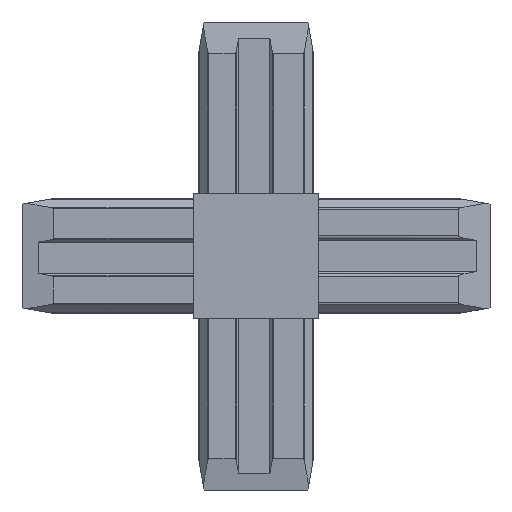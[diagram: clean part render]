
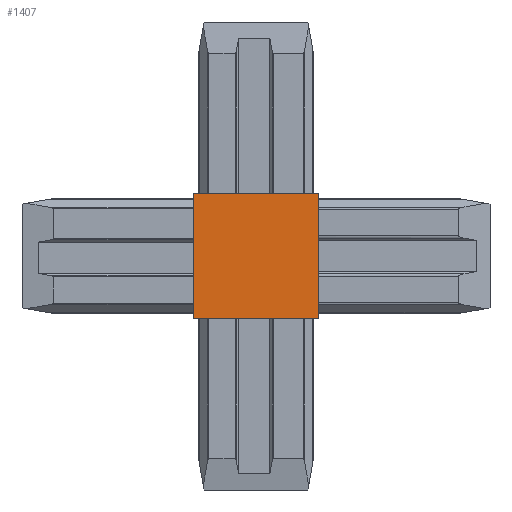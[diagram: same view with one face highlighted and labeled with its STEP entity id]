
A CAD part, left-side view. The second image highlights one B-rep face of the part: STEP entity #1407.
In plain terms, the highlighted planar face has unit normal (-1, 0, 0).
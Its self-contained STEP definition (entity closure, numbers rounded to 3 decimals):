
#322 = CARTESIAN_POINT ( 'NONE',  ( -20., -20., 20. ) ) ;
#562 = CARTESIAN_POINT ( 'NONE',  ( -20., 20., 20. ) ) ;
#703 = LINE ( 'NONE', #5537, #1903 ) ;
#1326 = EDGE_CURVE ( 'NONE', #6794, #7447, #703, .T. ) ;
#1407 = ADVANCED_FACE ( 'NONE', ( #3115 ), #8599, .F. ) ;
#1810 = CARTESIAN_POINT ( 'NONE',  ( -20., -20., -20. ) ) ;
#1815 = ORIENTED_EDGE ( 'NONE', *, *, #2400, .F. ) ;
#1903 = VECTOR ( 'NONE', #2060, 1000. ) ;
#1978 = CARTESIAN_POINT ( 'NONE',  ( -20., 20., -20. ) ) ;
#2060 = DIRECTION ( 'NONE',  ( 0., -1., 0. ) ) ;
#2400 = EDGE_CURVE ( 'NONE', #8103, #7447, #6045, .T. ) ;
#2639 = DIRECTION ( 'NONE',  ( 0., 0., -1. ) ) ;
#2746 = VERTEX_POINT ( 'NONE', #562 ) ;
#3115 = FACE_OUTER_BOUND ( 'NONE', #6401, .T. ) ;
#3241 = DIRECTION ( 'NONE',  ( 1., 0., 0. ) ) ;
#3294 = ORIENTED_EDGE ( 'NONE', *, *, #7534, .T. ) ;
#3425 = VECTOR ( 'NONE', #6614, 1000. ) ;
#3789 = LINE ( 'NONE', #5099, #3425 ) ;
#4353 = AXIS2_PLACEMENT_3D ( 'NONE', #4479, #3241, #6616 ) ;
#4479 = CARTESIAN_POINT ( 'NONE',  ( -20., -20., 20. ) ) ;
#5099 = CARTESIAN_POINT ( 'NONE',  ( -20., 20., 20. ) ) ;
#5537 = CARTESIAN_POINT ( 'NONE',  ( -20., -20., -20. ) ) ;
#5711 = VECTOR ( 'NONE', #2639, 1000. ) ;
#5785 = ORIENTED_EDGE ( 'NONE', *, *, #8094, .F. ) ;
#6045 = LINE ( 'NONE', #8800, #5711 ) ;
#6273 = ORIENTED_EDGE ( 'NONE', *, *, #1326, .T. ) ;
#6401 = EDGE_LOOP ( 'NONE', ( #6273, #1815, #5785, #3294 ) ) ;
#6475 = LINE ( 'NONE', #322, #8038 ) ;
#6614 = DIRECTION ( 'NONE',  ( 0., 0., -1. ) ) ;
#6616 = DIRECTION ( 'NONE',  ( 0., 0., -1. ) ) ;
#6794 = VERTEX_POINT ( 'NONE', #1978 ) ;
#7447 = VERTEX_POINT ( 'NONE', #1810 ) ;
#7534 = EDGE_CURVE ( 'NONE', #2746, #6794, #3789, .T. ) ;
#7926 = DIRECTION ( 'NONE',  ( 0., -1., 0. ) ) ;
#8038 = VECTOR ( 'NONE', #7926, 1000. ) ;
#8094 = EDGE_CURVE ( 'NONE', #2746, #8103, #6475, .T. ) ;
#8103 = VERTEX_POINT ( 'NONE', #8226 ) ;
#8226 = CARTESIAN_POINT ( 'NONE',  ( -20., -20., 20. ) ) ;
#8599 = PLANE ( 'NONE',  #4353 ) ;
#8800 = CARTESIAN_POINT ( 'NONE',  ( -20., -20., 20. ) ) ;
